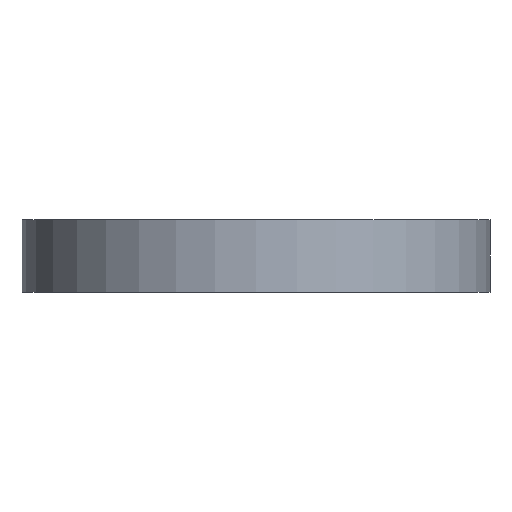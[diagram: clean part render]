
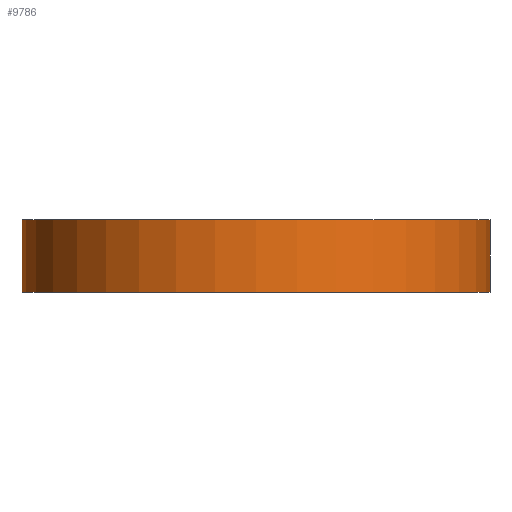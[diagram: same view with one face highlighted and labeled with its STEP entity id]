
A CAD part, front view. The second image highlights one B-rep face of the part: STEP entity #9786.
In plain terms, the highlighted cylindrical face has radius 97 mm (diameter 194 mm), a full revolution.
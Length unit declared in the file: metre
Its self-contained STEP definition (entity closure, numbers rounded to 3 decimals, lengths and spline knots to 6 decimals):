
#31=CIRCLE('',#10352,0.097);
#32=CIRCLE('',#10353,0.097);
#1105=ORIENTED_EDGE('',*,*,#4341,.T.);
#1106=ORIENTED_EDGE('',*,*,#4342,.F.);
#4341=EDGE_CURVE('',#5959,#5959,#31,.T.);
#4342=EDGE_CURVE('',#5960,#5960,#32,.T.);
#5959=VERTEX_POINT('',#15762);
#5960=VERTEX_POINT('',#15764);
#8133=EDGE_LOOP('',(#1105));
#8134=EDGE_LOOP('',(#1106));
#8693=FACE_BOUND('',#8133,.T.);
#8694=FACE_BOUND('',#8134,.T.);
#9253=CYLINDRICAL_SURFACE('',#10351,0.097);
#9786=ADVANCED_FACE('',(#8693,#8694),#9253,.T.);
#10351=AXIS2_PLACEMENT_3D('',#15760,#11983,#11984);
#10352=AXIS2_PLACEMENT_3D('',#15761,#11985,#11986);
#10353=AXIS2_PLACEMENT_3D('',#15763,#11987,#11988);
#11983=DIRECTION('',(0.,0.,-1.));
#11984=DIRECTION('',(-1.,0.,0.));
#11985=DIRECTION('',(0.,0.,1.));
#11986=DIRECTION('',(1.,0.,0.));
#11987=DIRECTION('',(0.,0.,1.));
#11988=DIRECTION('',(1.,0.,0.));
#15760=CARTESIAN_POINT('',(0.,0.,0.005));
#15761=CARTESIAN_POINT('',(0.,0.,-0.005));
#15762=CARTESIAN_POINT('',(0.097,0.,-0.005));
#15763=CARTESIAN_POINT('',(0.,0.,0.025));
#15764=CARTESIAN_POINT('',(0.097,0.,0.025));
